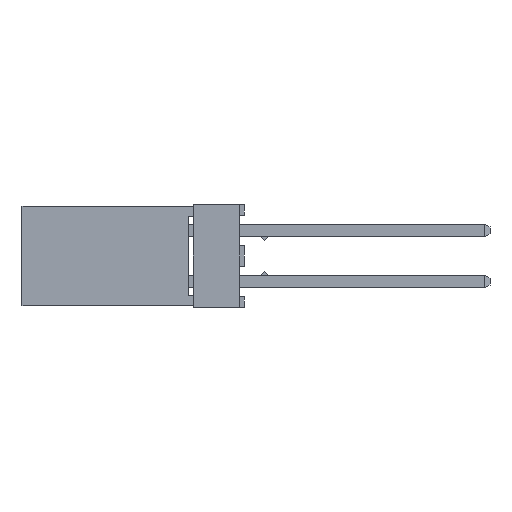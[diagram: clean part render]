
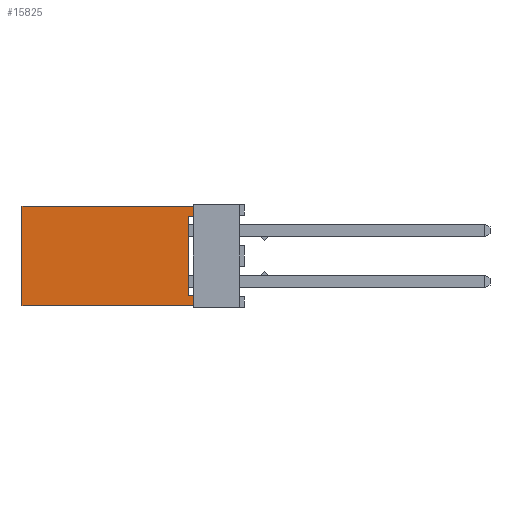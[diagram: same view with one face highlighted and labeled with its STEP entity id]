
A CAD part, left-side view. The second image highlights one B-rep face of the part: STEP entity #15825.
In plain terms, the highlighted planar face has unit normal (-1, 0, 0).
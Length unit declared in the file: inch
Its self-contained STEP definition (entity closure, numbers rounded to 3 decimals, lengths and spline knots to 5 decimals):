
#359=ORIENTED_EDGE('',*,*,#4873,.T.);
#360=ORIENTED_EDGE('',*,*,#4729,.T.);
#361=ORIENTED_EDGE('',*,*,#4811,.F.);
#362=ORIENTED_EDGE('',*,*,#4907,.F.);
#363=ORIENTED_EDGE('',*,*,#4805,.T.);
#364=ORIENTED_EDGE('',*,*,#4772,.T.);
#365=ORIENTED_EDGE('',*,*,#4906,.T.);
#366=ORIENTED_EDGE('',*,*,#4908,.T.);
#4729=EDGE_CURVE('',#7026,#7025,#8529,.T.);
#4772=EDGE_CURVE('',#7069,#7068,#8572,.T.);
#4805=EDGE_CURVE('',#7091,#7069,#8605,.T.);
#4811=EDGE_CURVE('',#7095,#7025,#8611,.T.);
#4873=EDGE_CURVE('',#7136,#7026,#8673,.T.);
#4906=EDGE_CURVE('',#7068,#7158,#8706,.T.);
#4907=EDGE_CURVE('',#7091,#7095,#8707,.T.);
#4908=EDGE_CURVE('',#7158,#7136,#8708,.T.);
#7025=VERTEX_POINT('',#21833);
#7026=VERTEX_POINT('',#21835);
#7068=VERTEX_POINT('',#21930);
#7069=VERTEX_POINT('',#21932);
#7091=VERTEX_POINT('',#21988);
#7095=VERTEX_POINT('',#21998);
#7136=VERTEX_POINT('',#22111);
#7158=VERTEX_POINT('',#22178);
#8529=LINE('',#21834,#10785);
#8572=LINE('',#21931,#10828);
#8605=LINE('',#21987,#10861);
#8611=LINE('',#21999,#10867);
#8673=LINE('',#22113,#10929);
#8706=LINE('',#22179,#10962);
#8707=LINE('',#22181,#10963);
#8708=LINE('',#22182,#10964);
#10785=VECTOR('',#17697,39.37008);
#10828=VECTOR('',#17762,39.37008);
#10861=VECTOR('',#17797,39.37008);
#10867=VECTOR('',#17805,39.37008);
#10929=VECTOR('',#17889,39.37008);
#10962=VECTOR('',#17944,39.37008);
#10963=VECTOR('',#17947,39.37008);
#10964=VECTOR('',#17948,39.37008);
#13045=EDGE_LOOP('',(#359,#360,#361,#362,#363,#364,#365,#366));
#14005=FACE_BOUND('',#13045,.T.);
#14965=PLANE('',#16753);
#15825=ADVANCED_FACE('',(#14005),#14965,.F.);
#16753=AXIS2_PLACEMENT_3D('',#22180,#17945,#17946);
#17697=DIRECTION('',(0.,0.,1.));
#17762=DIRECTION('',(0.,0.,1.));
#17797=DIRECTION('',(0.,-1.,0.));
#17805=DIRECTION('',(0.,-1.,0.));
#17889=DIRECTION('',(0.,-1.,0.));
#17944=DIRECTION('',(0.,1.,0.));
#17945=DIRECTION('',(1.,0.,0.));
#17946=DIRECTION('',(0.,0.,-1.));
#17947=DIRECTION('',(0.,0.,1.));
#17948=DIRECTION('',(0.,0.,1.));
#21833=CARTESIAN_POINT('',(0.,0.,0.0975));
#21834=CARTESIAN_POINT('',(0.,0.,-0.0975));
#21835=CARTESIAN_POINT('',(0.,0.,0.0775));
#21930=CARTESIAN_POINT('',(0.,0.,-0.0775));
#21931=CARTESIAN_POINT('',(0.,0.,-0.0975));
#21932=CARTESIAN_POINT('',(0.,0.,-0.0975));
#21987=CARTESIAN_POINT('',(0.,0.335,-0.0975));
#21988=CARTESIAN_POINT('',(0.,0.335,-0.0975));
#21998=CARTESIAN_POINT('',(0.,0.335,0.0975));
#21999=CARTESIAN_POINT('',(0.,0.335,0.0975));
#22111=CARTESIAN_POINT('',(0.,0.01,0.0775));
#22113=CARTESIAN_POINT('',(0.,0.01,0.0775));
#22178=CARTESIAN_POINT('',(0.,0.01,-0.0775));
#22179=CARTESIAN_POINT('',(0.,0.,-0.0775));
#22180=CARTESIAN_POINT('',(0.,0.335,-0.0975));
#22181=CARTESIAN_POINT('',(0.,0.335,-0.0975));
#22182=CARTESIAN_POINT('',(0.,0.01,-0.0775));
